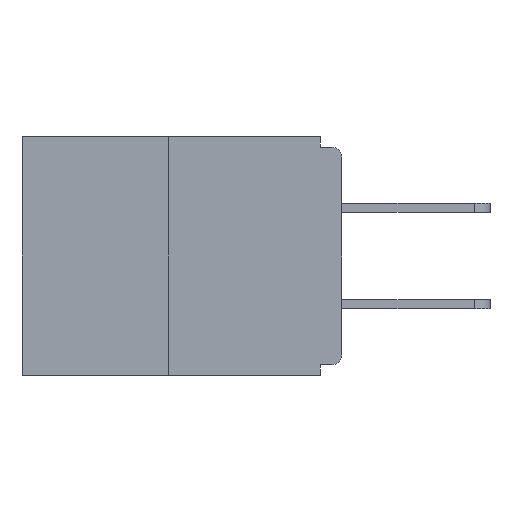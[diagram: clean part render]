
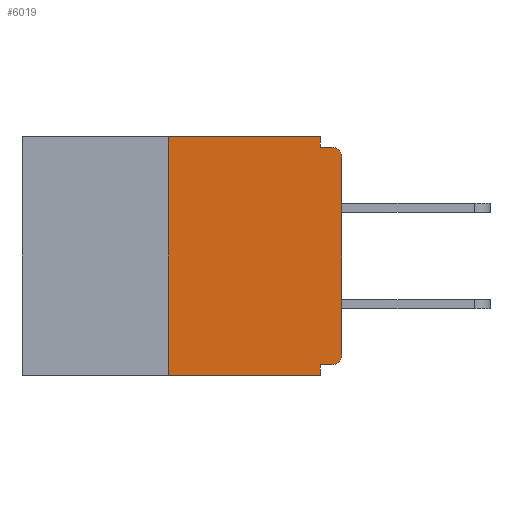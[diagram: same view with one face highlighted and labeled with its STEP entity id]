
A CAD part, left-side view. The second image highlights one B-rep face of the part: STEP entity #6019.
In plain terms, the highlighted planar face has unit normal (-1, 0, 0).
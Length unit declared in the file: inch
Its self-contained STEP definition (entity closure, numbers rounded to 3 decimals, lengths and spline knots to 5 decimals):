
#4 = CARTESIAN_POINT ( 'NONE',  ( 0., 0.031, -0.328 ) ) ;
#406 = ORIENTED_EDGE ( 'NONE', *, *, #1506, .F. ) ;
#434 = LINE ( 'NONE', #6430, #9950 ) ;
#493 = DIRECTION ( 'NONE',  ( 0., -1., 0. ) ) ;
#554 = ORIENTED_EDGE ( 'NONE', *, *, #7309, .F. ) ;
#1177 = VERTEX_POINT ( 'NONE', #3811 ) ;
#1506 = EDGE_CURVE ( 'NONE', #1177, #10988, #434, .T. ) ;
#1526 = EDGE_CURVE ( 'NONE', #3825, #10044, #6795, .T. ) ;
#1639 = CARTESIAN_POINT ( 'NONE',  ( 0., 0., -0.313 ) ) ;
#1720 = VERTEX_POINT ( 'NONE', #9358 ) ;
#1791 = EDGE_CURVE ( 'NONE', #5536, #3428, #3892, .T. ) ;
#1858 = CARTESIAN_POINT ( 'NONE',  ( 0., 0.015, -0.03 ) ) ;
#1896 = CARTESIAN_POINT ( 'NONE',  ( 0., 0., 0. ) ) ;
#1940 = AXIS2_PLACEMENT_3D ( 'NONE', #1858, #9211, #10074 ) ;
#2203 = ORIENTED_EDGE ( 'NONE', *, *, #8049, .T. ) ;
#2429 = CARTESIAN_POINT ( 'NONE',  ( 0., 0.46, -0.343 ) ) ;
#2523 = LINE ( 'NONE', #3601, #5000 ) ;
#2554 = LINE ( 'NONE', #2429, #9758 ) ;
#2699 = CARTESIAN_POINT ( 'NONE',  ( 0., 0.031, 0. ) ) ;
#2712 = DIRECTION ( 'NONE',  ( 0., -1., 0. ) ) ;
#3044 = LINE ( 'NONE', #4332, #8247 ) ;
#3337 = EDGE_CURVE ( 'NONE', #3825, #7196, #2554, .T. ) ;
#3378 = DIRECTION ( 'NONE',  ( 0., -1., 0. ) ) ;
#3428 = VERTEX_POINT ( 'NONE', #7393 ) ;
#3483 = CIRCLE ( 'NONE', #1940, 0.015 ) ;
#3543 = DIRECTION ( 'NONE',  ( 0., 0., -1. ) ) ;
#3585 = EDGE_LOOP ( 'NONE', ( #4698, #11223, #7319, #554, #406, #10319, #8275, #2203, #5747, #10809 ) ) ;
#3601 = CARTESIAN_POINT ( 'NONE',  ( 0., 0.46, 0. ) ) ;
#3811 = CARTESIAN_POINT ( 'NONE',  ( 0., 0.015, -0.328 ) ) ;
#3825 = VERTEX_POINT ( 'NONE', #7111 ) ;
#3892 = LINE ( 'NONE', #2699, #6194 ) ;
#4079 = CARTESIAN_POINT ( 'NONE',  ( 0., 0.031, 0. ) ) ;
#4332 = CARTESIAN_POINT ( 'NONE',  ( 0., 0.031, -0.343 ) ) ;
#4480 = CARTESIAN_POINT ( 'NONE',  ( 0., 0.46, 0. ) ) ;
#4670 = DIRECTION ( 'NONE',  ( 0., 1., 0. ) ) ;
#4698 = ORIENTED_EDGE ( 'NONE', *, *, #8333, .F. ) ;
#4992 = DIRECTION ( 'NONE',  ( -1., 0., 0. ) ) ;
#5000 = VECTOR ( 'NONE', #2712, 39.37008 ) ;
#5491 = DIRECTION ( 'NONE',  ( 0., 0., -1. ) ) ;
#5536 = VERTEX_POINT ( 'NONE', #4079 ) ;
#5747 = ORIENTED_EDGE ( 'NONE', *, *, #11298, .F. ) ;
#5910 = VECTOR ( 'NONE', #11903, 39.37008 ) ;
#5942 = VERTEX_POINT ( 'NONE', #1639 ) ;
#6019 = ADVANCED_FACE ( 'NONE', ( #11748 ), #11060, .F. ) ;
#6059 = LINE ( 'NONE', #1896, #5910 ) ;
#6194 = VECTOR ( 'NONE', #3543, 39.37008 ) ;
#6430 = CARTESIAN_POINT ( 'NONE',  ( 0., 0., -0.328 ) ) ;
#6795 = LINE ( 'NONE', #7696, #10952 ) ;
#6943 = VECTOR ( 'NONE', #493, 39.37008 ) ;
#7036 = CARTESIAN_POINT ( 'NONE',  ( 0., 0., -0.015 ) ) ;
#7111 = CARTESIAN_POINT ( 'NONE',  ( 0., 0.25, -0.343 ) ) ;
#7196 = VERTEX_POINT ( 'NONE', #10577 ) ;
#7309 = EDGE_CURVE ( 'NONE', #10988, #7196, #3044, .T. ) ;
#7319 = ORIENTED_EDGE ( 'NONE', *, *, #3337, .T. ) ;
#7393 = CARTESIAN_POINT ( 'NONE',  ( 0., 0.031, -0.015 ) ) ;
#7530 = DIRECTION ( 'NONE',  ( 0., 0., 1. ) ) ;
#7696 = CARTESIAN_POINT ( 'NONE',  ( 0., 0.25, 0. ) ) ;
#7772 = CARTESIAN_POINT ( 'NONE',  ( 0., 0.015, -0.313 ) ) ;
#7855 = DIRECTION ( 'NONE',  ( 0., 0., -1. ) ) ;
#8049 = EDGE_CURVE ( 'NONE', #1720, #11037, #3483, .T. ) ;
#8247 = VECTOR ( 'NONE', #7855, 39.37008 ) ;
#8275 = ORIENTED_EDGE ( 'NONE', *, *, #11551, .T. ) ;
#8333 = EDGE_CURVE ( 'NONE', #10044, #5536, #2523, .T. ) ;
#8547 = EDGE_CURVE ( 'NONE', #1177, #5942, #11774, .T. ) ;
#8607 = DIRECTION ( 'NONE',  ( 0., 0., -1. ) ) ;
#9111 = DIRECTION ( 'NONE',  ( 1., 0., 0. ) ) ;
#9211 = DIRECTION ( 'NONE',  ( -1., 0., 0. ) ) ;
#9255 = AXIS2_PLACEMENT_3D ( 'NONE', #4480, #9111, #5491 ) ;
#9358 = CARTESIAN_POINT ( 'NONE',  ( 0., 0., -0.03 ) ) ;
#9396 = CARTESIAN_POINT ( 'NONE',  ( 0., 0.015, -0.015 ) ) ;
#9569 = CARTESIAN_POINT ( 'NONE',  ( 0., 0.25, 0. ) ) ;
#9758 = VECTOR ( 'NONE', #3378, 39.37008 ) ;
#9950 = VECTOR ( 'NONE', #4670, 39.37008 ) ;
#10044 = VERTEX_POINT ( 'NONE', #9569 ) ;
#10074 = DIRECTION ( 'NONE',  ( 0., 0., -1. ) ) ;
#10319 = ORIENTED_EDGE ( 'NONE', *, *, #8547, .T. ) ;
#10577 = CARTESIAN_POINT ( 'NONE',  ( 0., 0.031, -0.343 ) ) ;
#10809 = ORIENTED_EDGE ( 'NONE', *, *, #1791, .F. ) ;
#10952 = VECTOR ( 'NONE', #7530, 39.37008 ) ;
#10988 = VERTEX_POINT ( 'NONE', #4 ) ;
#11037 = VERTEX_POINT ( 'NONE', #9396 ) ;
#11060 = PLANE ( 'NONE',  #9255 ) ;
#11223 = ORIENTED_EDGE ( 'NONE', *, *, #1526, .F. ) ;
#11298 = EDGE_CURVE ( 'NONE', #3428, #11037, #11553, .T. ) ;
#11475 = AXIS2_PLACEMENT_3D ( 'NONE', #7772, #4992, #8607 ) ;
#11551 = EDGE_CURVE ( 'NONE', #5942, #1720, #6059, .T. ) ;
#11553 = LINE ( 'NONE', #7036, #6943 ) ;
#11748 = FACE_OUTER_BOUND ( 'NONE', #3585, .T. ) ;
#11774 = CIRCLE ( 'NONE', #11475, 0.015 ) ;
#11903 = DIRECTION ( 'NONE',  ( 0., 0., 1. ) ) ;
